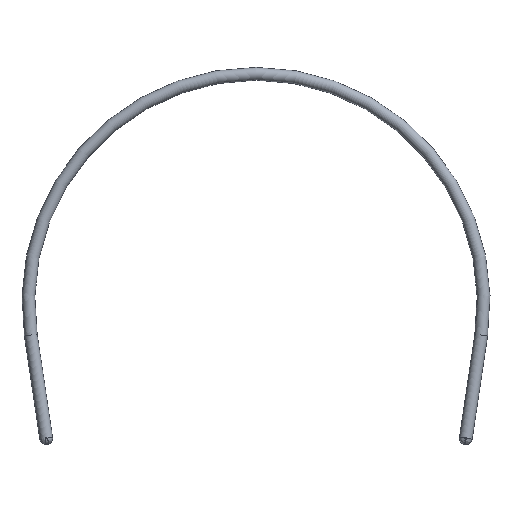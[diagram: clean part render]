
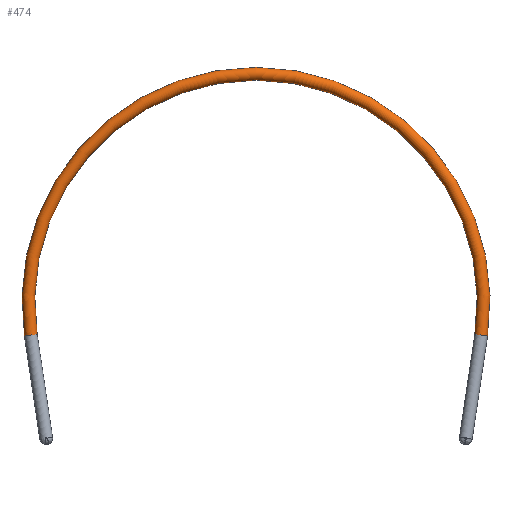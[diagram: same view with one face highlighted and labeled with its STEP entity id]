
A CAD part, front view. The second image highlights one B-rep face of the part: STEP entity #474.
In plain terms, the highlighted toroidal (fillet/blend) face has major radius 46.3 mm and minor radius 1.3 mm.
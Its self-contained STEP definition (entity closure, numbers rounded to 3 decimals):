
#18=TOROIDAL_SURFACE('',#553,46.3,1.3);
#91=CIRCLE('',#550,1.3);
#92=CIRCLE('',#551,1.3);
#93=CIRCLE('',#552,1.3);
#94=CIRCLE('',#554,45.);
#95=CIRCLE('',#555,1.3);
#96=CIRCLE('',#556,1.3);
#97=CIRCLE('',#557,1.3);
#134=FACE_OUTER_BOUND('',#163,.T.);
#163=EDGE_LOOP('',(#422,#423,#424,#425,#426,#427,#428,#429));
#217=VERTEX_POINT('',#1450);
#218=VERTEX_POINT('',#1452);
#219=VERTEX_POINT('',#1454);
#220=VERTEX_POINT('',#1458);
#221=VERTEX_POINT('',#1460);
#222=VERTEX_POINT('',#1462);
#287=EDGE_CURVE('',#217,#218,#91,.T.);
#288=EDGE_CURVE('',#218,#219,#92,.T.);
#289=EDGE_CURVE('',#219,#217,#93,.T.);
#290=EDGE_CURVE('',#219,#220,#94,.T.);
#291=EDGE_CURVE('',#220,#221,#95,.T.);
#292=EDGE_CURVE('',#221,#222,#96,.T.);
#293=EDGE_CURVE('',#222,#220,#97,.T.);
#422=ORIENTED_EDGE('',*,*,#288,.F.);
#423=ORIENTED_EDGE('',*,*,#287,.F.);
#424=ORIENTED_EDGE('',*,*,#289,.F.);
#425=ORIENTED_EDGE('',*,*,#290,.T.);
#426=ORIENTED_EDGE('',*,*,#291,.T.);
#427=ORIENTED_EDGE('',*,*,#292,.T.);
#428=ORIENTED_EDGE('',*,*,#293,.T.);
#429=ORIENTED_EDGE('',*,*,#290,.F.);
#474=ADVANCED_FACE('',(#134),#18,.T.);
#550=AXIS2_PLACEMENT_3D('',#1453,#676,#677);
#551=AXIS2_PLACEMENT_3D('',#1455,#678,#679);
#552=AXIS2_PLACEMENT_3D('',#1456,#680,#681);
#553=AXIS2_PLACEMENT_3D('',#1457,#682,#683);
#554=AXIS2_PLACEMENT_3D('',#1459,#684,#685);
#555=AXIS2_PLACEMENT_3D('',#1461,#686,#687);
#556=AXIS2_PLACEMENT_3D('',#1463,#688,#689);
#557=AXIS2_PLACEMENT_3D('',#1464,#690,#691);
#676=DIRECTION('center_axis',(0.148,0.,-0.989));
#677=DIRECTION('ref_axis',(0.,1.,0.));
#678=DIRECTION('center_axis',(0.148,0.,-0.989));
#679=DIRECTION('ref_axis',(0.,1.,0.));
#680=DIRECTION('center_axis',(0.148,0.,-0.989));
#681=DIRECTION('ref_axis',(0.,1.,0.));
#682=DIRECTION('center_axis',(0.,-1.,0.));
#683=DIRECTION('ref_axis',(0.,0.,1.));
#684=DIRECTION('center_axis',(0.,1.,0.));
#685=DIRECTION('ref_axis',(0.,0.,1.));
#686=DIRECTION('center_axis',(0.148,0.,0.989));
#687=DIRECTION('ref_axis',(0.,1.,0.));
#688=DIRECTION('center_axis',(0.148,0.,0.989));
#689=DIRECTION('ref_axis',(0.,1.,0.));
#690=DIRECTION('center_axis',(0.148,0.,0.989));
#691=DIRECTION('ref_axis',(0.,1.,0.));
#1450=CARTESIAN_POINT('',(-70.792,-4.9,70.161));
#1452=CARTESIAN_POINT('',(-70.792,-2.3,70.161));
#1453=CARTESIAN_POINT('Origin',(-70.792,-3.6,70.161));
#1454=CARTESIAN_POINT('',(-69.506,-3.6,70.353));
#1455=CARTESIAN_POINT('Origin',(-70.792,-3.6,70.161));
#1456=CARTESIAN_POINT('Origin',(-70.792,-3.6,70.161));
#1457=CARTESIAN_POINT('Origin',(-25.,-3.6,77.));
#1458=CARTESIAN_POINT('',(19.506,-3.6,70.353));
#1459=CARTESIAN_POINT('Origin',(-25.,-3.6,77.));
#1460=CARTESIAN_POINT('',(20.792,-4.9,70.161));
#1461=CARTESIAN_POINT('Origin',(20.792,-3.6,70.161));
#1462=CARTESIAN_POINT('',(20.792,-2.3,70.161));
#1463=CARTESIAN_POINT('Origin',(20.792,-3.6,70.161));
#1464=CARTESIAN_POINT('Origin',(20.792,-3.6,70.161));
